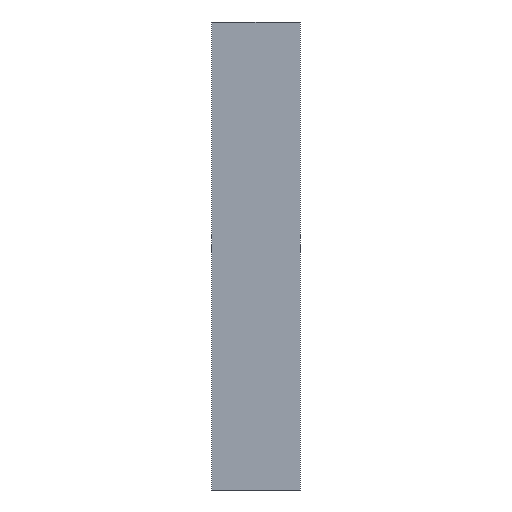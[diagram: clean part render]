
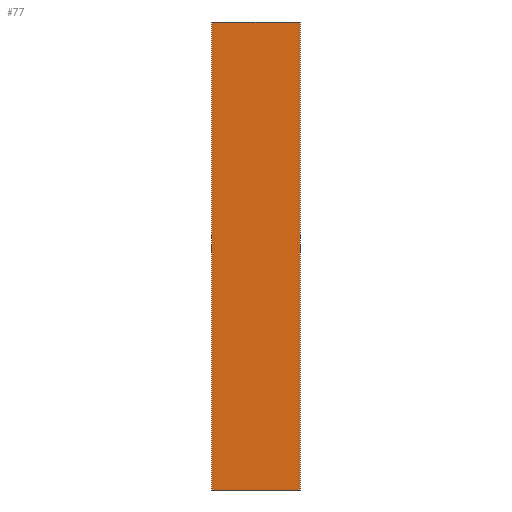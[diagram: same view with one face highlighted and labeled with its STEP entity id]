
A CAD part, front view. The second image highlights one B-rep face of the part: STEP entity #77.
In plain terms, the highlighted planar face has unit normal (0, -1, 0).
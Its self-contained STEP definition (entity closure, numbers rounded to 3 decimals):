
#77=ADVANCED_FACE('',(#134),#135,.T.);
#134=FACE_OUTER_BOUND('',#242,.T.);
#135=PLANE('',#243);
#242=EDGE_LOOP('',(#408,#409,#410,#411));
#243=AXIS2_PLACEMENT_3D('',#412,#413,#414);
#408=ORIENTED_EDGE('',*,*,#845,.T.);
#409=ORIENTED_EDGE('',*,*,#875,.F.);
#410=ORIENTED_EDGE('',*,*,#876,.F.);
#411=ORIENTED_EDGE('',*,*,#872,.T.);
#412=CARTESIAN_POINT('',(9.45,0.0,0.0));
#413=DIRECTION('',(0.0,-1.0,0.0));
#414=DIRECTION('',(0.0,0.0,-1.0));
#845=EDGE_CURVE('',#1027,#1025,#1028,.T.);
#872=EDGE_CURVE('',#1080,#1027,#1081,.T.);
#875=EDGE_CURVE('',#1085,#1025,#1086,.T.);
#876=EDGE_CURVE('',#1080,#1085,#1087,.T.);
#1025=VERTEX_POINT('',#1297);
#1027=VERTEX_POINT('',#1300);
#1028=LINE('',#1301,#1302);
#1080=VERTEX_POINT('',#1367);
#1081=LINE('',#1368,#1369);
#1085=VERTEX_POINT('',#1375);
#1086=LINE('',#1376,#1377);
#1087=LINE('',#1378,#1379);
#1297=CARTESIAN_POINT('',(-9.45,0.0,100.0));
#1300=CARTESIAN_POINT('',(9.45,0.0,100.0));
#1301=CARTESIAN_POINT('',(4.725,0.0,100.0));
#1302=VECTOR('',#1651,1.0);
#1367=CARTESIAN_POINT('',(9.45,0.0,0.0));
#1368=CARTESIAN_POINT('',(9.45,0.0,1000.0));
#1369=VECTOR('',#1704,10.0);
#1375=CARTESIAN_POINT('',(-9.45,0.0,0.0));
#1376=CARTESIAN_POINT('',(-9.45,0.0,1000.0));
#1377=VECTOR('',#1707,10.0);
#1378=CARTESIAN_POINT('',(9.45,0.0,0.0));
#1379=VECTOR('',#1708,10.0);
#1651=DIRECTION('',(-1.0,0.0,0.0));
#1704=DIRECTION('',(0.0,0.0,1.0));
#1707=DIRECTION('',(0.0,0.0,1.0));
#1708=DIRECTION('',(-1.0,0.0,0.0));
